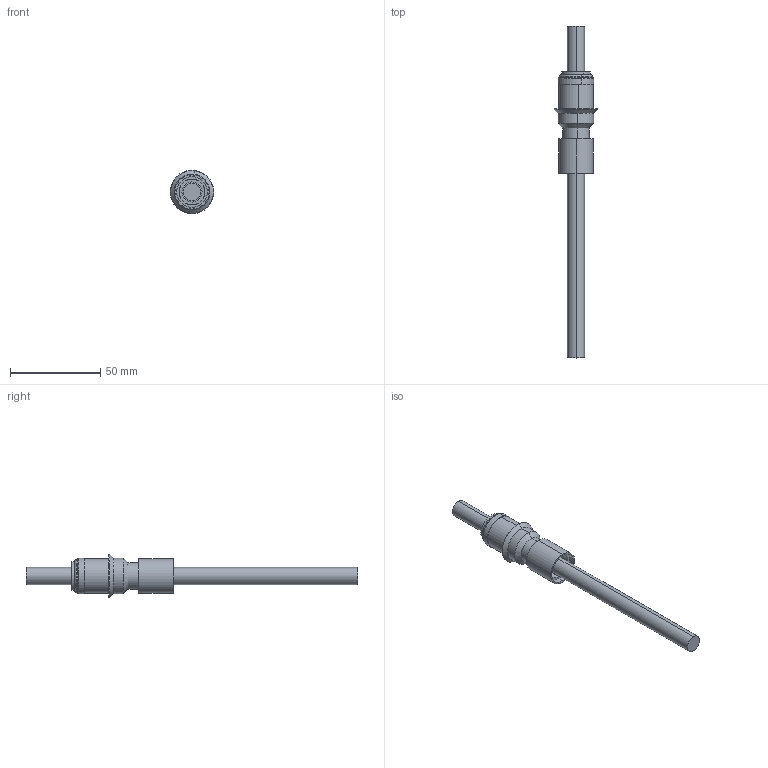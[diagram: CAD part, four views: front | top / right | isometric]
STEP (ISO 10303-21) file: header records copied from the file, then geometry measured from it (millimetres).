
FILE_DESCRIPTION (( 'STEP AP203' ), '1' );
FILE_NAME ('A0108-2-W.STEP', '2019-10-24T17:37:53', ( '' ), ( '' ), 'SwSTEP 2.0', 'SolidWorks 2019', '' );
FILE_SCHEMA (( 'CONFIG_CONTROL_DESIGN' ));
Length unit declared in the file: inch
Products named in the file (1): A0108-2-W
Bounding box: 24.08 x 184.15 x 24.08 mm (x, y, z)
Volume: 21392.2 mm3; surface area: 11571.5 mm2
Topology: 1 solids, 1 shells, 49 faces, 96 edges, 60 vertices
Faces by surface type: cylinder 26, plane 13, cone 6, torus 4
Entity records: 1357 total; most frequent: DIRECTION 260, CARTESIAN_POINT 206, ORIENTED_EDGE 192, AXIS2_PLACEMENT_3D 114, EDGE_CURVE 96, CIRCLE 64, EDGE_LOOP 60, VERTEX_POINT 60
